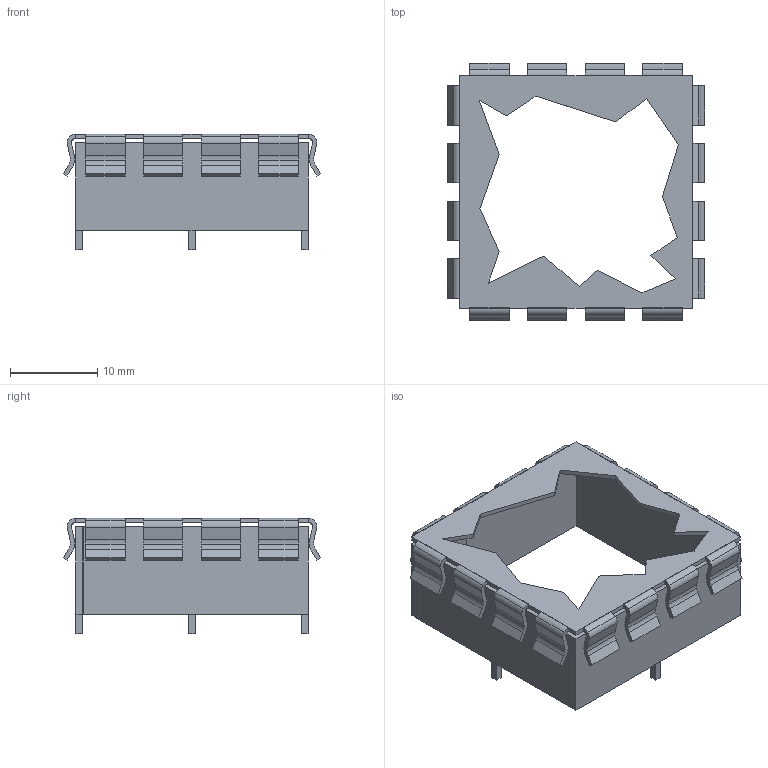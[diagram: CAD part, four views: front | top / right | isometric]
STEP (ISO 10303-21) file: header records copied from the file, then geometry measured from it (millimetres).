
FILE_DESCRIPTION((''),'2;1');
FILE_NAME('MSBOX_PERANCEA_PFL11T.stp','2009-04-06T17:21:32',(''),(''),'Mechanical Desktop 2006','Mechanical Desktop 2006',', , ');
FILE_SCHEMA(('AUTOMOTIVE_DESIGN { 1 2 10303 214 0 1 1 1 }'));
Length unit declared in the file: millimetre
Products named in the file (1): Product
Bounding box: 29.44 x 29.43 x 13.25 mm (x, y, z)
Volume: 1222 mm3; surface area: 4041.9 mm2
Topology: 22 solids, 22 shells, 350 faces, 918 edges, 612 vertices
Faces by surface type: plane 222, cylinder 128
Entity records: 10826 total; most frequent: CARTESIAN_POINT 1881, DIRECTION 1876, ORIENTED_EDGE 1836, EDGE_CURVE 918, VECTOR 662, LINE 662, VERTEX_POINT 612, AXIS2_PLACEMENT_3D 607
